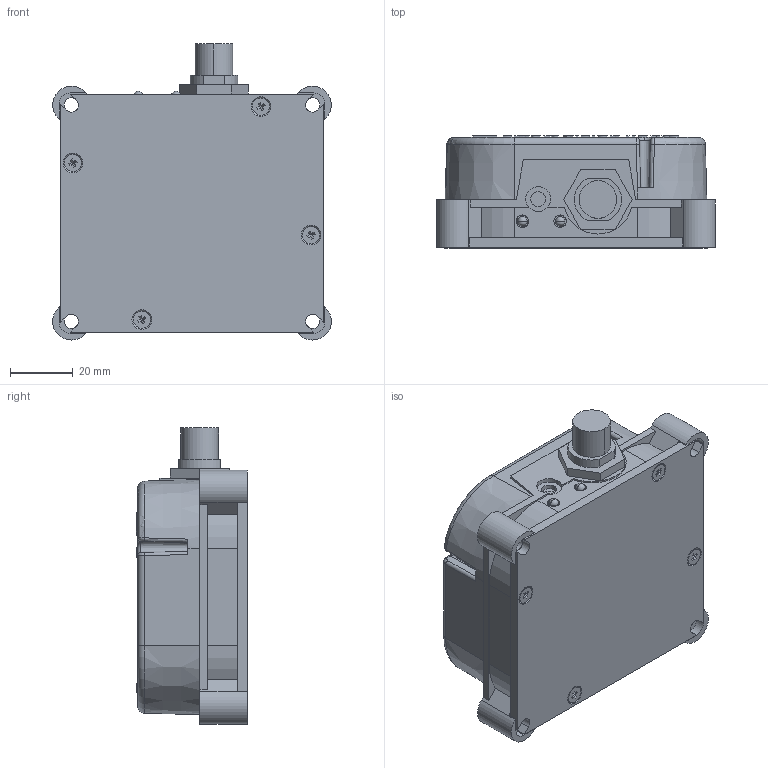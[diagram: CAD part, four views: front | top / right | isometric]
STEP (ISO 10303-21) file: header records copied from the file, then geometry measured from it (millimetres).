
FILE_DESCRIPTION (( 'STEP AP203' ), '1' );
FILE_NAME ('brick.STEP', '2007-09-28T17:51:00', ( 'Robert Drake' ), ( '' ), 'SwSTEP 2.0', 'SolidWorks 2007', '' );
FILE_SCHEMA (( 'CONFIG_CONTROL_DESIGN' ));
Length unit declared in the file: inch
Products named in the file (1): brick
Bounding box: 88.98 x 35.67 x 94.5 mm (x, y, z)
Surface area: 38134.1 mm2 (no closed solid volume)
Topology: 0 solids, 12 shells, 603 faces, 1771 edges, 1182 vertices
Faces by surface type: plane 300, bspline 132, cylinder 128, cone 26, torus 13, sphere 4
Entity records: 24669 total; most frequent: CARTESIAN_POINT 9414, ORIENTED_EDGE 3258, DIRECTION 2756, EDGE_CURVE 1763, VERTEX_POINT 1178, LINE 1138, VECTOR 1138, AXIS2_PLACEMENT_3D 809
